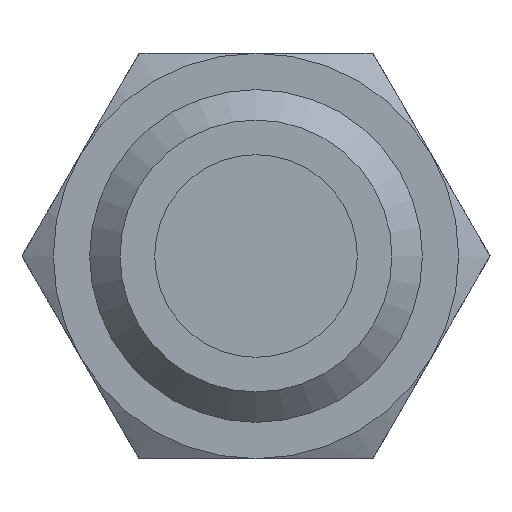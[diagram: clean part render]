
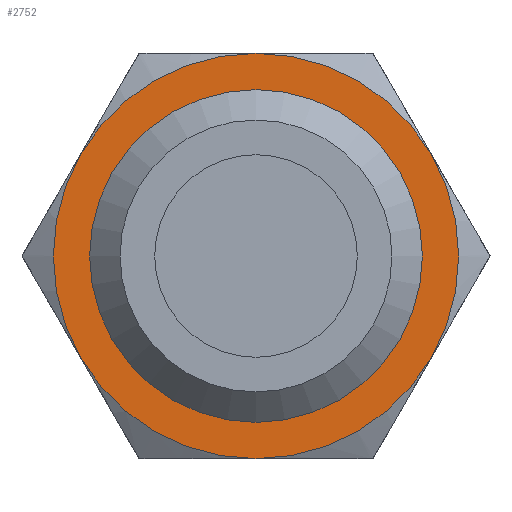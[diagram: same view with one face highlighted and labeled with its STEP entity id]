
A CAD part, front view. The second image highlights one B-rep face of the part: STEP entity #2752.
In plain terms, the highlighted planar face has unit normal (0, -1, 0).
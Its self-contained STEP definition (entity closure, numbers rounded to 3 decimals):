
#318 = CIRCLE ( 'NONE', #3102, 10. ) ;
#448 = VERTEX_POINT ( 'NONE', #3417 ) ;
#511 = DIRECTION ( 'NONE',  ( 0., 0., 1. ) ) ;
#529 = DIRECTION ( 'NONE',  ( 0., 0., -1. ) ) ;
#732 = EDGE_CURVE ( 'NONE', #1598, #3113, #9365, .T. ) ;
#824 = EDGE_LOOP ( 'NONE', ( #5154 ) ) ;
#947 = CARTESIAN_POINT ( 'NONE',  ( 0., 10., 0. ) ) ;
#1115 = CARTESIAN_POINT ( 'NONE',  ( 8.21, 10., 0. ) ) ;
#1264 = CIRCLE ( 'NONE', #6279, 10. ) ;
#1598 = VERTEX_POINT ( 'NONE', #9290 ) ;
#1779 = ORIENTED_EDGE ( 'NONE', *, *, #7727, .T. ) ;
#1786 = CARTESIAN_POINT ( 'NONE',  ( 0., 10., 0. ) ) ;
#2021 = CARTESIAN_POINT ( 'NONE',  ( -8.66, 10., -5. ) ) ;
#2399 = CARTESIAN_POINT ( 'NONE',  ( 0., 10., 0. ) ) ;
#2508 = DIRECTION ( 'NONE',  ( 0., -1., 0. ) ) ;
#2752 = ADVANCED_FACE ( 'NONE', ( #5633, #4928 ), #7870, .F. ) ;
#2998 = EDGE_CURVE ( 'NONE', #448, #448, #7688, .T. ) ;
#3082 = VERTEX_POINT ( 'NONE', #5134 ) ;
#3102 = AXIS2_PLACEMENT_3D ( 'NONE', #2399, #4576, #3922 ) ;
#3113 = VERTEX_POINT ( 'NONE', #8073 ) ;
#3121 = DIRECTION ( 'NONE',  ( 0., 0., -1. ) ) ;
#3140 = EDGE_LOOP ( 'NONE', ( #5062, #8136, #5452, #9674, #1779, #6347 ) ) ;
#3367 = DIRECTION ( 'NONE',  ( 0., -1., 0. ) ) ;
#3417 = CARTESIAN_POINT ( 'NONE',  ( 0., 10., -8.21 ) ) ;
#3420 = VERTEX_POINT ( 'NONE', #7937 ) ;
#3585 = DIRECTION ( 'NONE',  ( 0., 0., -1. ) ) ;
#3922 = DIRECTION ( 'NONE',  ( 0., 0., -1. ) ) ;
#4100 = AXIS2_PLACEMENT_3D ( 'NONE', #1786, #2508, #7011 ) ;
#4121 = DIRECTION ( 'NONE',  ( 0., 0., -1. ) ) ;
#4257 = CARTESIAN_POINT ( 'NONE',  ( 0., 10., 0. ) ) ;
#4290 = AXIS2_PLACEMENT_3D ( 'NONE', #947, #7559, #3121 ) ;
#4501 = EDGE_CURVE ( 'NONE', #3113, #3420, #318, .T. ) ;
#4576 = DIRECTION ( 'NONE',  ( 0., -1., 0. ) ) ;
#4899 = CIRCLE ( 'NONE', #4100, 10. ) ;
#4918 = CARTESIAN_POINT ( 'NONE',  ( 0., 10., 0. ) ) ;
#4928 = FACE_OUTER_BOUND ( 'NONE', #3140, .T. ) ;
#4987 = DIRECTION ( 'NONE',  ( 0., -1., 0. ) ) ;
#5062 = ORIENTED_EDGE ( 'NONE', *, *, #7033, .T. ) ;
#5092 = CIRCLE ( 'NONE', #6669, 10. ) ;
#5134 = CARTESIAN_POINT ( 'NONE',  ( 0., 10., -10. ) ) ;
#5154 = ORIENTED_EDGE ( 'NONE', *, *, #2998, .F. ) ;
#5276 = EDGE_CURVE ( 'NONE', #7960, #3082, #5092, .T. ) ;
#5452 = ORIENTED_EDGE ( 'NONE', *, *, #4501, .T. ) ;
#5633 = FACE_BOUND ( 'NONE', #824, .T. ) ;
#6107 = AXIS2_PLACEMENT_3D ( 'NONE', #4918, #3367, #4121 ) ;
#6279 = AXIS2_PLACEMENT_3D ( 'NONE', #8858, #6580, #529 ) ;
#6347 = ORIENTED_EDGE ( 'NONE', *, *, #5276, .T. ) ;
#6521 = EDGE_CURVE ( 'NONE', #3420, #7218, #4899, .T. ) ;
#6580 = DIRECTION ( 'NONE',  ( 0., -1., 0. ) ) ;
#6669 = AXIS2_PLACEMENT_3D ( 'NONE', #9610, #4987, #3585 ) ;
#7011 = DIRECTION ( 'NONE',  ( 0., 0., -1. ) ) ;
#7033 = EDGE_CURVE ( 'NONE', #3082, #1598, #7459, .T. ) ;
#7218 = VERTEX_POINT ( 'NONE', #8977 ) ;
#7278 = DIRECTION ( 'NONE',  ( 0., -1., 0. ) ) ;
#7459 = CIRCLE ( 'NONE', #4290, 10. ) ;
#7559 = DIRECTION ( 'NONE',  ( 0., -1., 0. ) ) ;
#7688 = CIRCLE ( 'NONE', #6107, 8.21 ) ;
#7727 = EDGE_CURVE ( 'NONE', #7218, #7960, #1264, .T. ) ;
#7870 = PLANE ( 'NONE',  #9326 ) ;
#7937 = CARTESIAN_POINT ( 'NONE',  ( 0., 10., 10. ) ) ;
#7960 = VERTEX_POINT ( 'NONE', #2021 ) ;
#8073 = CARTESIAN_POINT ( 'NONE',  ( 8.66, 10., 5. ) ) ;
#8136 = ORIENTED_EDGE ( 'NONE', *, *, #732, .T. ) ;
#8583 = AXIS2_PLACEMENT_3D ( 'NONE', #4257, #7278, #8861 ) ;
#8858 = CARTESIAN_POINT ( 'NONE',  ( 0., 10., 0. ) ) ;
#8861 = DIRECTION ( 'NONE',  ( 0., 0., -1. ) ) ;
#8977 = CARTESIAN_POINT ( 'NONE',  ( -8.66, 10., 5. ) ) ;
#9290 = CARTESIAN_POINT ( 'NONE',  ( 8.66, 10., -5. ) ) ;
#9326 = AXIS2_PLACEMENT_3D ( 'NONE', #1115, #9503, #511 ) ;
#9365 = CIRCLE ( 'NONE', #8583, 10. ) ;
#9503 = DIRECTION ( 'NONE',  ( 0., 1., 0. ) ) ;
#9610 = CARTESIAN_POINT ( 'NONE',  ( 0., 10., 0. ) ) ;
#9674 = ORIENTED_EDGE ( 'NONE', *, *, #6521, .T. ) ;
